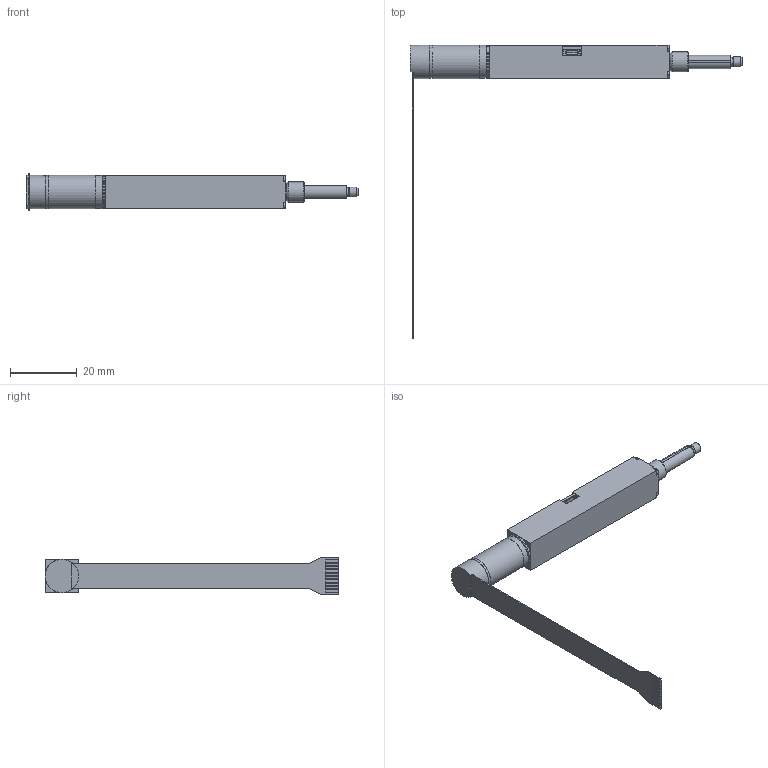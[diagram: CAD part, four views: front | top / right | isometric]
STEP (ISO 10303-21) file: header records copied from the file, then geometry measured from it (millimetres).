
FILE_DESCRIPTION(/* description */ (''),/* implementation_level */ '2;1');
FILE_NAME(/* name */ 'model_product_id196.stp',/* time_stamp */ '2016-08-05T11:45:07+02:00',/* author */ ('SD'),/* organization */ ('Micromotion GmbH Germany'),/* preprocessor_version */ 'ST-DEVELOPER v16.1',/* originating_system */ 'Autodesk Inventor 2016',/* authorisation */ '');
FILE_SCHEMA (('AUTOMOTIVE_DESIGN { 1 0 10303 214 3 1 1 }'));
Length unit declared in the file: millimetre
Products named in the file (1): MLP-10-40-25-DC-SPM0019_Shrinkwrap_1
Bounding box: 99.56 x 88 x 11 mm (x, y, z)
Volume: 7506.5 mm3; surface area: 5769.5 mm2
Topology: 1 solids, 1 shells, 257 faces, 701 edges, 459 vertices
Faces by surface type: plane 208, cylinder 29, torus 10, cone 9, bspline 1
Full cylindrical faces by diameter (mm): 3 x1, 6 x1, 9.9 x2, 10 x3
Entity records: 8595 total; most frequent: CARTESIAN_POINT 1805, ORIENTED_EDGE 1346, DIRECTION 1284, EDGE_CURVE 673, LINE 524, VECTOR 524, VERTEX_POINT 449, AXIS2_PLACEMENT_3D 380
